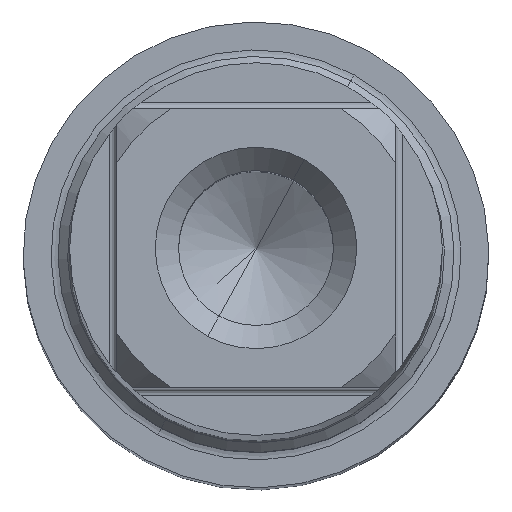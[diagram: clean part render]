
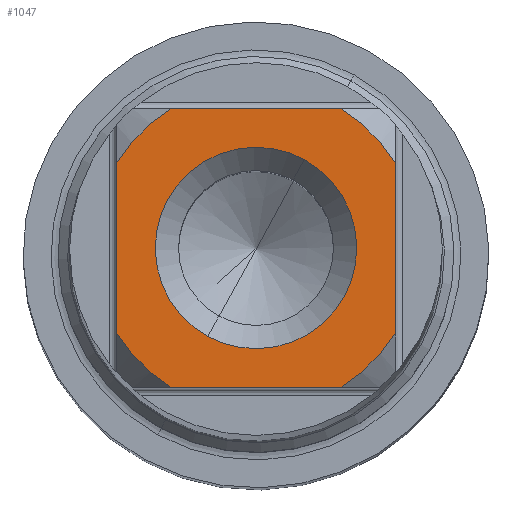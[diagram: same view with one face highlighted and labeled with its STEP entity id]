
A CAD part, top view. The second image highlights one B-rep face of the part: STEP entity #1047.
In plain terms, the highlighted planar face has unit normal (0, 0, 1).
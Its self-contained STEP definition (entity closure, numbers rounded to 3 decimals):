
#796=CARTESIAN_POINT('Axis2P3D Location',(0.,0.,170.)) ;
#800=CARTESIAN_POINT('Vertex',(2.073,3.794,170.)) ;
#802=CARTESIAN_POINT('Vertex',(-2.073,-3.794,170.)) ;
#831=CARTESIAN_POINT('Axis2P3D Location',(0.,0.,170.)) ;
#972=CARTESIAN_POINT('Axis2P3D Location',(0.,4.324,170.)) ;
#977=CARTESIAN_POINT('Axis2P3D Location',(0.,0.,170.)) ;
#981=CARTESIAN_POINT('Vertex',(-3.606,-6.,170.)) ;
#983=CARTESIAN_POINT('Vertex',(-6.,-3.606,170.)) ;
#986=CARTESIAN_POINT('Line Origine',(0.,-6.,170.)) ;
#990=CARTESIAN_POINT('Vertex',(3.606,-6.,170.)) ;
#993=CARTESIAN_POINT('Axis2P3D Location',(0.,0.,170.)) ;
#997=CARTESIAN_POINT('Vertex',(6.,-3.606,170.)) ;
#1000=CARTESIAN_POINT('Line Origine',(6.,0.,170.)) ;
#1004=CARTESIAN_POINT('Vertex',(6.,3.606,170.)) ;
#1007=CARTESIAN_POINT('Axis2P3D Location',(0.,0.,170.)) ;
#1011=CARTESIAN_POINT('Vertex',(3.606,6.,170.)) ;
#1014=CARTESIAN_POINT('Line Origine',(0.,6.,170.)) ;
#1018=CARTESIAN_POINT('Vertex',(-3.606,6.,170.)) ;
#1021=CARTESIAN_POINT('Axis2P3D Location',(0.,0.,170.)) ;
#1025=CARTESIAN_POINT('Vertex',(-6.,3.606,170.)) ;
#1028=CARTESIAN_POINT('Line Origine',(-6.,0.,170.)) ;
#797=DIRECTION('Axis2P3D Direction',(-0.,0.,1.)) ;
#832=DIRECTION('Axis2P3D Direction',(-0.,0.,1.)) ;
#973=DIRECTION('Axis2P3D Direction',(0.,0.,-1.)) ;
#974=DIRECTION('Axis2P3D XDirection',(1.,0.,0.)) ;
#978=DIRECTION('Axis2P3D Direction',(0.,0.,-1.)) ;
#987=DIRECTION('Vector Direction',(-1.,0.,0.)) ;
#994=DIRECTION('Axis2P3D Direction',(0.,0.,-1.)) ;
#1001=DIRECTION('Vector Direction',(0.,1.,0.)) ;
#1008=DIRECTION('Axis2P3D Direction',(0.,0.,-1.)) ;
#1015=DIRECTION('Vector Direction',(1.,0.,0.)) ;
#1022=DIRECTION('Axis2P3D Direction',(0.,0.,-1.)) ;
#1029=DIRECTION('Vector Direction',(0.,-1.,0.)) ;
#798=AXIS2_PLACEMENT_3D('Circle Axis2P3D',#796,#797,$) ;
#833=AXIS2_PLACEMENT_3D('Circle Axis2P3D',#831,#832,$) ;
#975=AXIS2_PLACEMENT_3D('Plane Axis2P3D',#972,#973,#974) ;
#979=AXIS2_PLACEMENT_3D('Circle Axis2P3D',#977,#978,$) ;
#995=AXIS2_PLACEMENT_3D('Circle Axis2P3D',#993,#994,$) ;
#1009=AXIS2_PLACEMENT_3D('Circle Axis2P3D',#1007,#1008,$) ;
#1023=AXIS2_PLACEMENT_3D('Circle Axis2P3D',#1021,#1022,$) ;
#1034=ORIENTED_EDGE('',*,*,#985,.F.) ;
#1035=ORIENTED_EDGE('',*,*,#992,.T.) ;
#1036=ORIENTED_EDGE('',*,*,#999,.F.) ;
#1037=ORIENTED_EDGE('',*,*,#1006,.T.) ;
#1038=ORIENTED_EDGE('',*,*,#1013,.F.) ;
#1039=ORIENTED_EDGE('',*,*,#1020,.T.) ;
#1040=ORIENTED_EDGE('',*,*,#1027,.F.) ;
#1041=ORIENTED_EDGE('',*,*,#1032,.T.) ;
#1044=ORIENTED_EDGE('',*,*,#835,.T.) ;
#1045=ORIENTED_EDGE('',*,*,#804,.T.) ;
#1046=FACE_BOUND('',#1043,.T.) ;
#988=VECTOR('Line Direction',#987,1.) ;
#1002=VECTOR('Line Direction',#1001,1.) ;
#1016=VECTOR('Line Direction',#1015,1.) ;
#1030=VECTOR('Line Direction',#1029,1.) ;
#1047=ADVANCED_FACE('PartBody',(#1042,#1046),#976,.F.) ;
#799=CIRCLE('generated circle',#798,4.324) ;
#834=CIRCLE('generated circle',#833,4.324) ;
#980=CIRCLE('generated circle',#979,7.) ;
#996=CIRCLE('generated circle',#995,7.) ;
#1010=CIRCLE('generated circle',#1009,7.) ;
#1024=CIRCLE('generated circle',#1023,7.) ;
#804=EDGE_CURVE('',#801,#803,#799,.F.) ;
#835=EDGE_CURVE('',#803,#801,#834,.F.) ;
#985=EDGE_CURVE('',#982,#984,#980,.T.) ;
#992=EDGE_CURVE('',#982,#991,#989,.F.) ;
#999=EDGE_CURVE('',#998,#991,#996,.T.) ;
#1006=EDGE_CURVE('',#998,#1005,#1003,.T.) ;
#1013=EDGE_CURVE('',#1012,#1005,#1010,.T.) ;
#1020=EDGE_CURVE('',#1012,#1019,#1017,.F.) ;
#1027=EDGE_CURVE('',#1026,#1019,#1024,.T.) ;
#1032=EDGE_CURVE('',#1026,#984,#1031,.T.) ;
#1033=EDGE_LOOP('',(#1034,#1035,#1036,#1037,#1038,#1039,#1040,#1041)) ;
#1043=EDGE_LOOP('',(#1044,#1045)) ;
#1042=FACE_OUTER_BOUND('',#1033,.T.) ;
#989=LINE('Line',#986,#988) ;
#1003=LINE('Line',#1000,#1002) ;
#1017=LINE('Line',#1014,#1016) ;
#1031=LINE('Line',#1028,#1030) ;
#976=PLANE('',#975) ;
#801=VERTEX_POINT('',#800) ;
#803=VERTEX_POINT('',#802) ;
#982=VERTEX_POINT('',#981) ;
#984=VERTEX_POINT('',#983) ;
#991=VERTEX_POINT('',#990) ;
#998=VERTEX_POINT('',#997) ;
#1005=VERTEX_POINT('',#1004) ;
#1012=VERTEX_POINT('',#1011) ;
#1019=VERTEX_POINT('',#1018) ;
#1026=VERTEX_POINT('',#1025) ;
